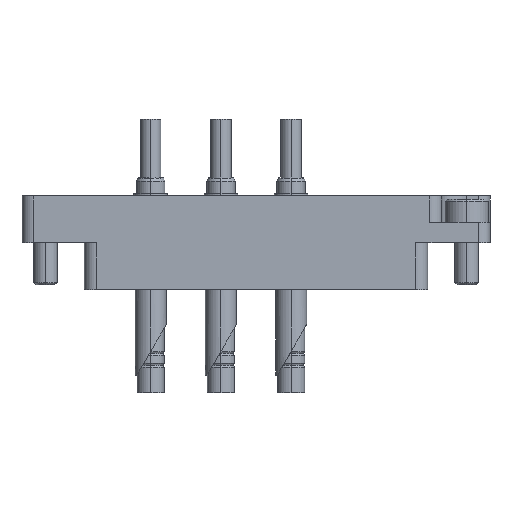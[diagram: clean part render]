
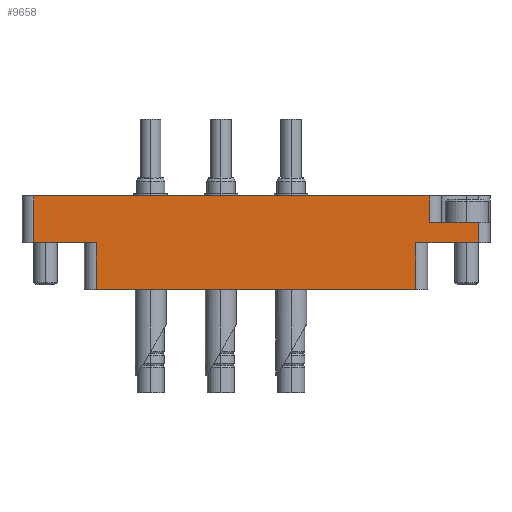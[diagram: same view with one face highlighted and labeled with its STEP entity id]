
A CAD part, left-side view. The second image highlights one B-rep face of the part: STEP entity #9658.
In plain terms, the highlighted face is planar.
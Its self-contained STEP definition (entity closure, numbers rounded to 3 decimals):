
#154 = VECTOR ( 'NONE', #2239, 1000. ) ;
#246 = DIRECTION ( 'NONE',  ( 0., 1., 0. ) ) ;
#307 = VECTOR ( 'NONE', #8882, 1000. ) ;
#562 = ORIENTED_EDGE ( 'NONE', *, *, #603, .F. ) ;
#603 = EDGE_CURVE ( 'NONE', #10805, #4662, #9892, .T. ) ;
#772 = VERTEX_POINT ( 'NONE', #3000 ) ;
#1451 = EDGE_CURVE ( 'NONE', #3286, #6103, #2192, .T. ) ;
#2165 = EDGE_CURVE ( 'NONE', #772, #5627, #2681, .T. ) ;
#2185 = CARTESIAN_POINT ( 'NONE',  ( 20.5, 0., 14.35 ) ) ;
#2192 = LINE ( 'NONE', #3915, #3506 ) ;
#2233 = CARTESIAN_POINT ( 'NONE',  ( 22.25, 2.6, 14.35 ) ) ;
#2239 = DIRECTION ( 'NONE',  ( -1., 0., 0. ) ) ;
#2681 = LINE ( 'NONE', #3631, #7187 ) ;
#2784 = ORIENTED_EDGE ( 'NONE', *, *, #10861, .F. ) ;
#2984 = ORIENTED_EDGE ( 'NONE', *, *, #5388, .F. ) ;
#3000 = CARTESIAN_POINT ( 'NONE',  ( 20.5, -6., 14.35 ) ) ;
#3163 = LINE ( 'NONE', #8562, #7357 ) ;
#3286 = VERTEX_POINT ( 'NONE', #7332 ) ;
#3295 = VECTOR ( 'NONE', #11150, 1000. ) ;
#3305 = LINE ( 'NONE', #9654, #307 ) ;
#3446 = DIRECTION ( 'NONE',  ( 0., 1., 0. ) ) ;
#3506 = VECTOR ( 'NONE', #5790, 1000. ) ;
#3566 = CARTESIAN_POINT ( 'NONE',  ( 28.5, 2.6, 14.35 ) ) ;
#3631 = CARTESIAN_POINT ( 'NONE',  ( 20.5, 0., 14.35 ) ) ;
#3751 = CARTESIAN_POINT ( 'NONE',  ( -28.5, 0., 14.35 ) ) ;
#3757 = CARTESIAN_POINT ( 'NONE',  ( -20.5, -6., 14.35 ) ) ;
#3915 = CARTESIAN_POINT ( 'NONE',  ( 28.5, 2.6, 14.35 ) ) ;
#3958 = EDGE_CURVE ( 'NONE', #10805, #10841, #10160, .T. ) ;
#4092 = FACE_OUTER_BOUND ( 'NONE', #11156, .T. ) ;
#4173 = ORIENTED_EDGE ( 'NONE', *, *, #9296, .T. ) ;
#4442 = LINE ( 'NONE', #10252, #11597 ) ;
#4662 = VERTEX_POINT ( 'NONE', #5664 ) ;
#4706 = CARTESIAN_POINT ( 'NONE',  ( 22.25, 0., 14.35 ) ) ;
#4981 = VERTEX_POINT ( 'NONE', #2233 ) ;
#5372 = VECTOR ( 'NONE', #11437, 1000. ) ;
#5388 = EDGE_CURVE ( 'NONE', #7553, #7446, #3163, .T. ) ;
#5419 = CARTESIAN_POINT ( 'NONE',  ( -20.5, 0., 14.35 ) ) ;
#5627 = VERTEX_POINT ( 'NONE', #2185 ) ;
#5654 = LINE ( 'NONE', #4706, #8383 ) ;
#5664 = CARTESIAN_POINT ( 'NONE',  ( -28.5, 0., 14.35 ) ) ;
#5790 = DIRECTION ( 'NONE',  ( 0., 1., 0. ) ) ;
#6063 = ORIENTED_EDGE ( 'NONE', *, *, #3958, .T. ) ;
#6101 = EDGE_CURVE ( 'NONE', #3286, #5627, #4442, .T. ) ;
#6103 = VERTEX_POINT ( 'NONE', #3566 ) ;
#6307 = CARTESIAN_POINT ( 'NONE',  ( 22.25, 6., 14.35 ) ) ;
#6616 = CARTESIAN_POINT ( 'NONE',  ( -30., 0., 14.35 ) ) ;
#6753 = DIRECTION ( 'NONE',  ( 1., 0., 0. ) ) ;
#6797 = PLANE ( 'NONE',  #7640 ) ;
#7187 = VECTOR ( 'NONE', #3446, 1000. ) ;
#7189 = EDGE_CURVE ( 'NONE', #7553, #4662, #7209, .T. ) ;
#7209 = LINE ( 'NONE', #3751, #9685 ) ;
#7332 = CARTESIAN_POINT ( 'NONE',  ( 28.5, 0., 14.35 ) ) ;
#7337 = DIRECTION ( 'NONE',  ( 0., -1., 0. ) ) ;
#7357 = VECTOR ( 'NONE', #6753, 1000. ) ;
#7446 = VERTEX_POINT ( 'NONE', #6307 ) ;
#7553 = VERTEX_POINT ( 'NONE', #11186 ) ;
#7640 = AXIS2_PLACEMENT_3D ( 'NONE', #6616, #8489, #11277 ) ;
#7733 = CARTESIAN_POINT ( 'NONE',  ( -20.5, 0., 14.35 ) ) ;
#7843 = CARTESIAN_POINT ( 'NONE',  ( -22., -6., 14.35 ) ) ;
#7942 = ORIENTED_EDGE ( 'NONE', *, *, #10891, .F. ) ;
#8128 = CARTESIAN_POINT ( 'NONE',  ( 30., 0., 14.35 ) ) ;
#8383 = VECTOR ( 'NONE', #246, 1000. ) ;
#8489 = DIRECTION ( 'NONE',  ( 0., 0., -1. ) ) ;
#8562 = CARTESIAN_POINT ( 'NONE',  ( -30., 6., 14.35 ) ) ;
#8882 = DIRECTION ( 'NONE',  ( 1., 0., 0. ) ) ;
#9296 = EDGE_CURVE ( 'NONE', #4981, #7446, #5654, .T. ) ;
#9579 = ORIENTED_EDGE ( 'NONE', *, *, #7189, .T. ) ;
#9654 = CARTESIAN_POINT ( 'NONE',  ( 30., 2.6, 14.35 ) ) ;
#9658 = ADVANCED_FACE ( 'NONE', ( #4092 ), #6797, .F. ) ;
#9685 = VECTOR ( 'NONE', #7337, 1000. ) ;
#9892 = LINE ( 'NONE', #8128, #154 ) ;
#10038 = DIRECTION ( 'NONE',  ( -1., 0., 0. ) ) ;
#10160 = LINE ( 'NONE', #5419, #3295 ) ;
#10252 = CARTESIAN_POINT ( 'NONE',  ( 30., 0., 14.35 ) ) ;
#10398 = ORIENTED_EDGE ( 'NONE', *, *, #2165, .T. ) ;
#10556 = ORIENTED_EDGE ( 'NONE', *, *, #6101, .F. ) ;
#10718 = LINE ( 'NONE', #7843, #5372 ) ;
#10805 = VERTEX_POINT ( 'NONE', #7733 ) ;
#10841 = VERTEX_POINT ( 'NONE', #3757 ) ;
#10861 = EDGE_CURVE ( 'NONE', #772, #10841, #10718, .T. ) ;
#10891 = EDGE_CURVE ( 'NONE', #4981, #6103, #3305, .T. ) ;
#11150 = DIRECTION ( 'NONE',  ( 0., -1., 0. ) ) ;
#11156 = EDGE_LOOP ( 'NONE', ( #2784, #10398, #10556, #11352, #7942, #4173, #2984, #9579, #562, #6063 ) ) ;
#11186 = CARTESIAN_POINT ( 'NONE',  ( -28.5, 6., 14.35 ) ) ;
#11277 = DIRECTION ( 'NONE',  ( -1., 0., 0. ) ) ;
#11352 = ORIENTED_EDGE ( 'NONE', *, *, #1451, .T. ) ;
#11437 = DIRECTION ( 'NONE',  ( -1., 0., 0. ) ) ;
#11597 = VECTOR ( 'NONE', #10038, 1000. ) ;
